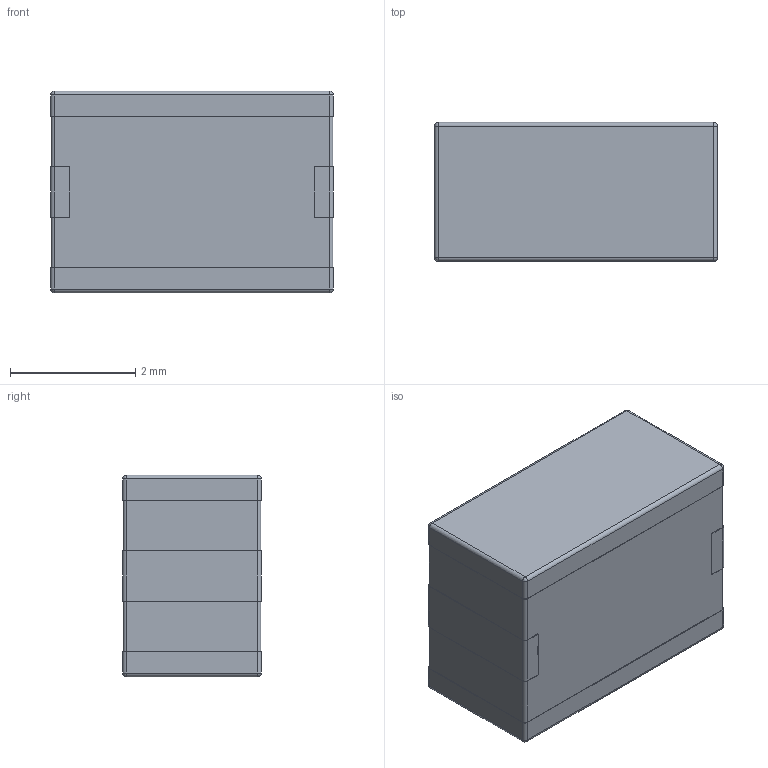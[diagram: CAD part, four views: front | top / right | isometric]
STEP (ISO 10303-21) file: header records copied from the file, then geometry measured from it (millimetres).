
FILE_DESCRIPTION (( 'STEP AP214' ), '1' );
FILE_NAME ('6530BP44A1190.STEP', '2023-08-25T14:07:15', ( '' ), ( '' ), 'SwSTEP 2.0', 'SolidWorks 2022', '' );
FILE_SCHEMA (( 'AUTOMOTIVE_DESIGN' ));
Length unit declared in the file: millimetre
Products named in the file (1): 6530BP44A1190
Bounding box: 4.52 x 2.22 x 3.22 mm (x, y, z)
Volume: 32 mm3; surface area: 62.8 mm2
Topology: 1 solids, 1 shells, 73 faces, 188 edges, 112 vertices
Faces by surface type: plane 37, cylinder 28, sphere 8
Entity records: 2348 total; most frequent: DIRECTION 384, CARTESIAN_POINT 366, ORIENTED_EDGE 360, EDGE_CURVE 180, AXIS2_PLACEMENT_3D 130, LINE 124, VECTOR 124, VERTEX_POINT 112
